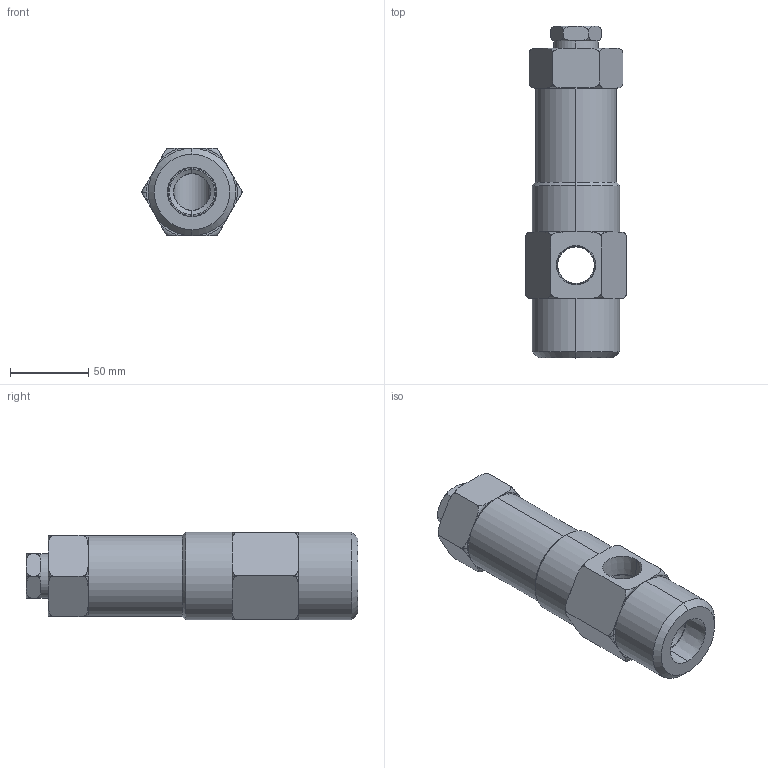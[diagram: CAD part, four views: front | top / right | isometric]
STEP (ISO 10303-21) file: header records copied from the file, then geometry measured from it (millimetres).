
FILE_DESCRIPTION (( 'STEP AP214' ), '1' );
FILE_NAME ('7033.100.STEP', '2014-10-17T14:34:50', ( 'it' ), ( '' ), 'SwSTEP 2.0', 'SolidWorks 2014', '' );
FILE_SCHEMA (( 'AUTOMOTIVE_DESIGN' ));
Length unit declared in the file: inch
Products named in the file (1): 7033.100
Bounding box: 64.52 x 212.27 x 55.88 mm (x, y, z)
Volume: 425220.7 mm3; surface area: 47903.8 mm2
Topology: 1 solids, 1 shells, 103 faces, 248 edges, 150 vertices
Faces by surface type: plane 42, torus 32, cylinder 15, cone 14
Entity records: 5495 total; most frequent: CARTESIAN_POINT 1774, ORIENTED_EDGE 496, DIRECTION 486, EDGE_CURVE 248, AXIS2_PLACEMENT_3D 198, VERTEX_POINT 150, EDGE_LOOP 110, UNCERTAINTY_MEASURE_WITH_UNIT 106
